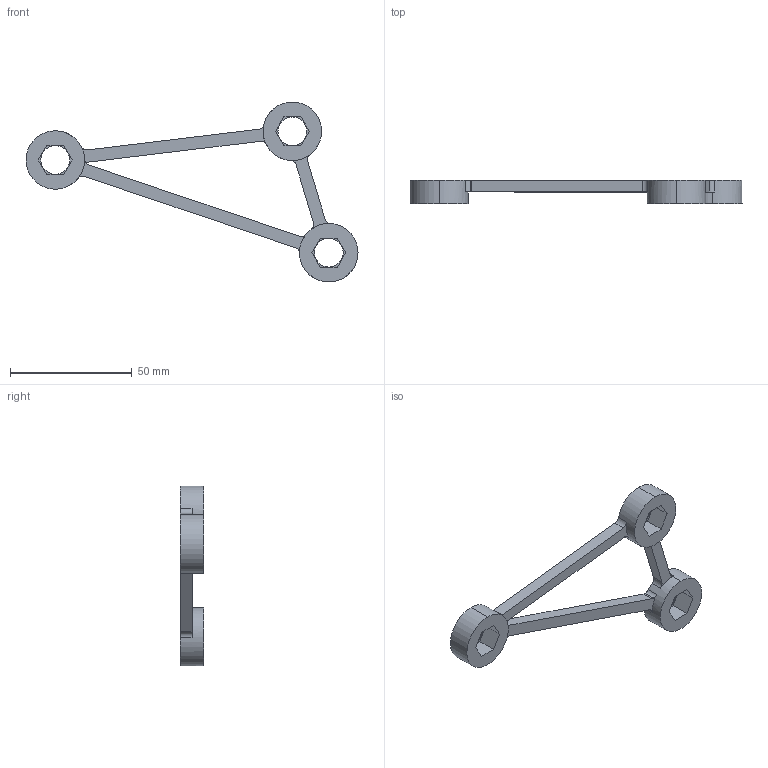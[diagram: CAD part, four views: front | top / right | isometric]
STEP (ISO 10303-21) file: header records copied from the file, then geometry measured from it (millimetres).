
FILE_DESCRIPTION (( 'STEP AP214' ), '1' );
FILE_NAME ('TriangleFrame.STEP', '2023-11-11T19:31:33', ( '' ), ( '' ), 'SwSTEP 2.0', 'SolidWorks 2022', '' );
FILE_SCHEMA (( 'AUTOMOTIVE_DESIGN' ));
Length unit declared in the file: millimetre
Products named in the file (1): TriangleFrame
Bounding box: 136.23 x 9.6 x 73.81 mm (x, y, z)
Volume: 13963 mm3; surface area: 9014.3 mm2
Topology: 1 solids, 1 shells, 65 faces, 176 edges, 115 vertices
Faces by surface type: plane 34, cylinder 25, cone 6
Entity records: 2112 total; most frequent: DIRECTION 376, CARTESIAN_POINT 357, ORIENTED_EDGE 352, EDGE_CURVE 176, AXIS2_PLACEMENT_3D 134, VERTEX_POINT 115, VECTOR 108, LINE 108
